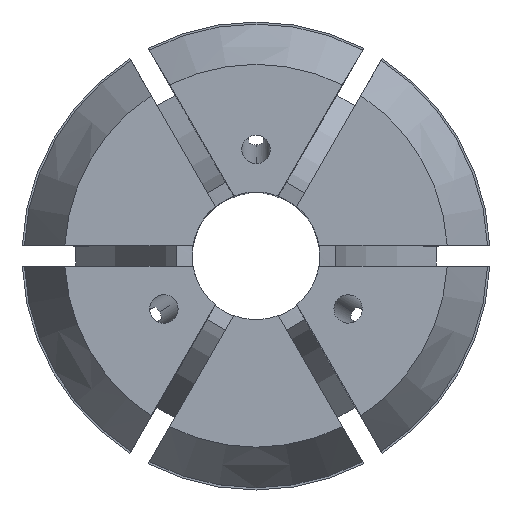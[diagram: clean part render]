
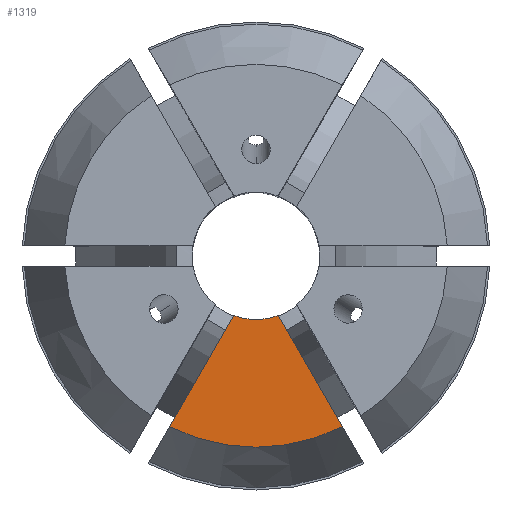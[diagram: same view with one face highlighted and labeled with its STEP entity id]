
A CAD part, top view. The second image highlights one B-rep face of the part: STEP entity #1319.
In plain terms, the highlighted planar face has unit normal (0, 0, 1).
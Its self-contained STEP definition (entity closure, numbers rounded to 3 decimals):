
#22 = ORIENTED_EDGE ( 'NONE', *, *, #3183, .F. ) ;
#197 = DIRECTION ( 'NONE',  ( -0.5, -0.866, 0. ) ) ;
#315 = CIRCLE ( 'NONE', #2338, 13.499 ) ;
#366 = VECTOR ( 'NONE', #3746, 1000. ) ;
#421 = DIRECTION ( 'NONE',  ( -1., 0., 0. ) ) ;
#539 = VERTEX_POINT ( 'NONE', #810 ) ;
#564 = CARTESIAN_POINT ( 'NONE',  ( 0., 13.499, 40. ) ) ;
#616 = CARTESIAN_POINT ( 'NONE',  ( 0., 0., 40. ) ) ;
#810 = CARTESIAN_POINT ( 'NONE',  ( 1.569, -4.218, 40. ) ) ;
#918 = CARTESIAN_POINT ( 'NONE',  ( -6.495, 9.75, 40. ) ) ;
#1094 = EDGE_CURVE ( 'NONE', #1788, #3027, #3565, .T. ) ;
#1152 = LINE ( 'NONE', #918, #366 ) ;
#1188 = DIRECTION ( 'NONE',  ( 0., 0., 1. ) ) ;
#1311 = CARTESIAN_POINT ( 'NONE',  ( -6.09, -12.048, 40. ) ) ;
#1319 = ADVANCED_FACE ( 'NONE', ( #3157 ), #1516, .T. ) ;
#1421 = CARTESIAN_POINT ( 'NONE',  ( -1.569, -4.218, 40. ) ) ;
#1449 = CARTESIAN_POINT ( 'NONE',  ( 6.495, 9.75, 40. ) ) ;
#1516 = PLANE ( 'NONE',  #1606 ) ;
#1606 = AXIS2_PLACEMENT_3D ( 'NONE', #564, #1188, #2427 ) ;
#1788 = VERTEX_POINT ( 'NONE', #1421 ) ;
#1928 = AXIS2_PLACEMENT_3D ( 'NONE', #616, #3711, #2774 ) ;
#1965 = VERTEX_POINT ( 'NONE', #2371 ) ;
#2056 = ORIENTED_EDGE ( 'NONE', *, *, #1094, .T. ) ;
#2338 = AXIS2_PLACEMENT_3D ( 'NONE', #3200, #2874, #421 ) ;
#2371 = CARTESIAN_POINT ( 'NONE',  ( 6.09, -12.048, 40. ) ) ;
#2427 = DIRECTION ( 'NONE',  ( 1., 0., 0. ) ) ;
#2774 = DIRECTION ( 'NONE',  ( 1., 0., 0. ) ) ;
#2843 = VECTOR ( 'NONE', #197, 1000. ) ;
#2874 = DIRECTION ( 'NONE',  ( 0., 0., -1. ) ) ;
#3027 = VERTEX_POINT ( 'NONE', #1311 ) ;
#3085 = ORIENTED_EDGE ( 'NONE', *, *, #3814, .F. ) ;
#3103 = CIRCLE ( 'NONE', #1928, 4.5 ) ;
#3157 = FACE_OUTER_BOUND ( 'NONE', #3158, .T. ) ;
#3158 = EDGE_LOOP ( 'NONE', ( #3755, #2056, #3085, #22 ) ) ;
#3183 = EDGE_CURVE ( 'NONE', #539, #1965, #1152, .T. ) ;
#3200 = CARTESIAN_POINT ( 'NONE',  ( 0., 0., 40. ) ) ;
#3565 = LINE ( 'NONE', #1449, #2843 ) ;
#3711 = DIRECTION ( 'NONE',  ( 0., 0., 1. ) ) ;
#3718 = EDGE_CURVE ( 'NONE', #1788, #539, #3103, .T. ) ;
#3746 = DIRECTION ( 'NONE',  ( 0.5, -0.866, 0. ) ) ;
#3755 = ORIENTED_EDGE ( 'NONE', *, *, #3718, .F. ) ;
#3814 = EDGE_CURVE ( 'NONE', #1965, #3027, #315, .T. ) ;
